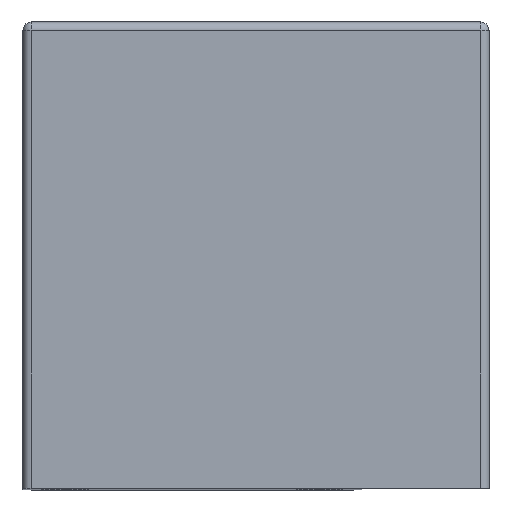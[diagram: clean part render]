
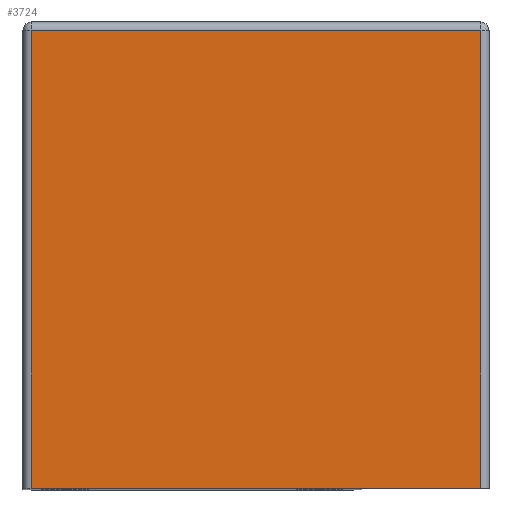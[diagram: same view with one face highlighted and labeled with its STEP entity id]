
A CAD part, top view. The second image highlights one B-rep face of the part: STEP entity #3724.
In plain terms, the highlighted planar face has unit normal (0, 0, 1).
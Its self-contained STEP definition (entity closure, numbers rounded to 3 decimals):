
#1567=DIRECTION('',(0.,-1.,0.));
#1568=VECTOR('',#1567,54.);
#1569=CARTESIAN_POINT('',(-19.,54.,50.));
#1570=LINE('',#1569,#1568);
#1574=DIRECTION('',(-1.,0.,0.));
#1575=VECTOR('',#1574,53.);
#1576=CARTESIAN_POINT('',(34.,54.,50.));
#1577=LINE('',#1576,#1575);
#1581=DIRECTION('',(0.,1.,0.));
#1582=VECTOR('',#1581,54.);
#1583=CARTESIAN_POINT('',(34.,0.,50.));
#1584=LINE('',#1583,#1582);
#1588=DIRECTION('',(1.,0.,0.));
#1589=VECTOR('',#1588,53.);
#1590=CARTESIAN_POINT('',(-19.,0.,50.));
#1591=LINE('',#1590,#1589);
#2270=CARTESIAN_POINT('',(-19.,0.,50.));
#2272=VERTEX_POINT('',#2270);
#2276=CARTESIAN_POINT('',(-19.,54.,50.));
#2277=VERTEX_POINT('',#2276);
#2279=CARTESIAN_POINT('',(34.,0.,50.));
#2281=VERTEX_POINT('',#2279);
#2282=CARTESIAN_POINT('',(34.,54.,50.));
#2283=VERTEX_POINT('',#2282);
#3712=CARTESIAN_POINT('',(0.,0.,50.));
#3713=DIRECTION('',(0.,0.,1.));
#3714=DIRECTION('',(1.,0.,0.));
#3715=AXIS2_PLACEMENT_3D('',#3712,#3713,#3714);
#3716=PLANE('',#3715);
#3717=ORIENTED_EDGE('',*,*,#2762,.F.);
#3719=ORIENTED_EDGE('',*,*,#3718,.F.);
#3720=ORIENTED_EDGE('',*,*,#3704,.F.);
#3721=ORIENTED_EDGE('',*,*,#2560,.F.);
#3722=EDGE_LOOP('',(#3717,#3719,#3720,#3721));
#3723=FACE_OUTER_BOUND('',#3722,.F.);
#3724=ADVANCED_FACE('',(#3723),#3716,.T.);
#2560=EDGE_CURVE('',#2272,#2281,#1591,.T.);
#2762=EDGE_CURVE('',#2277,#2272,#1570,.T.);
#3704=EDGE_CURVE('',#2281,#2283,#1584,.T.);
#3718=EDGE_CURVE('',#2283,#2277,#1577,.T.);
